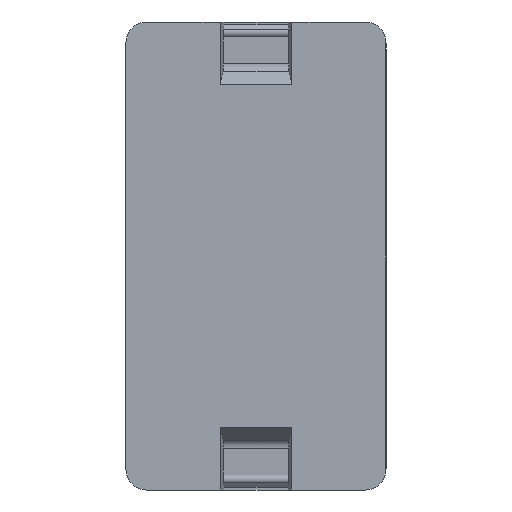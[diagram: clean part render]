
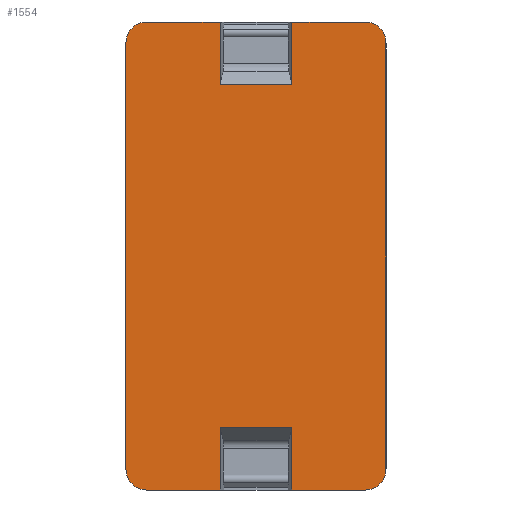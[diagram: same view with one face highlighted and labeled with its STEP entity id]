
A CAD part, front view. The second image highlights one B-rep face of the part: STEP entity #1554.
In plain terms, the highlighted planar face has unit normal (0, -1, 0).
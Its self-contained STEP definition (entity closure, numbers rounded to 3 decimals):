
#1=DIRECTION('',(0.,0.,-1.));
#2=VECTOR('',#1,2.416);
#3=CARTESIAN_POINT('',(-1.382,0.,-6.584));
#4=LINE('',#3,#2);
#5=CARTESIAN_POINT('',(-4.2,0.,-8.2));
#6=DIRECTION('',(0.,1.,0.));
#7=DIRECTION('',(0.,0.,-1.));
#8=AXIS2_PLACEMENT_3D('',#5,#6,#7);
#10=CARTESIAN_POINT('',(-4.2,0.,8.2));
#11=DIRECTION('',(0.,1.,0.));
#12=DIRECTION('',(-1.,0.,0.));
#13=AXIS2_PLACEMENT_3D('',#10,#11,#12);
#15=DIRECTION('',(1.,0.,0.));
#16=VECTOR('',#15,2.764);
#17=CARTESIAN_POINT('',(-1.382,0.,6.584));
#18=LINE('',#17,#16);
#19=DIRECTION('',(0.,0.,1.));
#20=VECTOR('',#19,2.416);
#21=CARTESIAN_POINT('',(1.382,0.,6.584));
#22=LINE('',#21,#20);
#23=CARTESIAN_POINT('',(4.2,0.,8.2));
#24=DIRECTION('',(0.,1.,0.));
#25=DIRECTION('',(0.,0.,1.));
#26=AXIS2_PLACEMENT_3D('',#23,#24,#25);
#28=CARTESIAN_POINT('',(4.2,0.,-8.2));
#29=DIRECTION('',(0.,1.,0.));
#30=DIRECTION('',(1.,0.,0.));
#31=AXIS2_PLACEMENT_3D('',#28,#29,#30);
#33=DIRECTION('',(-1.,0.,0.));
#34=VECTOR('',#33,2.764);
#35=CARTESIAN_POINT('',(1.382,0.,-6.584));
#36=LINE('',#35,#34);
#121=DIRECTION('',(1.,0.,0.));
#122=VECTOR('',#121,2.818);
#123=CARTESIAN_POINT('',(-4.2,0.,-9.));
#124=LINE('',#123,#122);
#137=DIRECTION('',(1.,0.,0.));
#138=VECTOR('',#137,2.818);
#139=CARTESIAN_POINT('',(1.382,0.,-9.));
#140=LINE('',#139,#138);
#202=DIRECTION('',(0.,0.,1.));
#203=VECTOR('',#202,16.4);
#204=CARTESIAN_POINT('',(5.,0.,-8.2));
#205=LINE('',#204,#203);
#339=DIRECTION('',(0.,0.,-1.));
#340=VECTOR('',#339,16.4);
#341=CARTESIAN_POINT('',(-5.,0.,8.2));
#342=LINE('',#341,#340);
#1163=DIRECTION('',(-1.,0.,0.));
#1164=VECTOR('',#1163,2.818);
#1165=CARTESIAN_POINT('',(4.2,0.,9.));
#1166=LINE('',#1165,#1164);
#1179=DIRECTION('',(-1.,0.,0.));
#1180=VECTOR('',#1179,2.818);
#1181=CARTESIAN_POINT('',(-1.382,0.,9.));
#1182=LINE('',#1181,#1180);
#1230=DIRECTION('',(0.,0.,1.));
#1231=VECTOR('',#1230,2.416);
#1232=CARTESIAN_POINT('',(-1.382,0.,
6.584));
#1233=LINE('',#1232,#1231);
#1293=DIRECTION('',(0.,0.,-1.));
#1294=VECTOR('',#1293,2.416);
#1295=CARTESIAN_POINT('',(1.382,0.,
-6.584));
#1296=LINE('',#1295,#1294);
#1297=CARTESIAN_POINT('',(-1.382,0.,
-6.584));
#1298=CARTESIAN_POINT('',(-1.382,0.,-9.));
#1299=VERTEX_POINT('',#1297);
#1300=VERTEX_POINT('',#1298);
#1301=CARTESIAN_POINT('',(-4.2,0.,-9.));
#1302=VERTEX_POINT('',#1301);
#1303=CARTESIAN_POINT('',(-5.,0.,-8.2));
#1304=VERTEX_POINT('',#1303);
#1305=CARTESIAN_POINT('',(-5.,0.,8.2));
#1306=VERTEX_POINT('',#1305);
#1307=CARTESIAN_POINT('',(-4.2,0.,9.));
#1308=VERTEX_POINT('',#1307);
#1309=CARTESIAN_POINT('',(-1.382,0.,9.));
#1310=VERTEX_POINT('',#1309);
#1311=CARTESIAN_POINT('',(-1.382,0.,
6.584));
#1312=VERTEX_POINT('',#1311);
#1313=CARTESIAN_POINT('',(1.382,0.,
6.584));
#1314=VERTEX_POINT('',#1313);
#1315=CARTESIAN_POINT('',(1.382,0.,9.));
#1316=VERTEX_POINT('',#1315);
#1317=CARTESIAN_POINT('',(4.2,0.,9.));
#1318=VERTEX_POINT('',#1317);
#1319=CARTESIAN_POINT('',(5.,0.,8.2));
#1320=VERTEX_POINT('',#1319);
#1321=CARTESIAN_POINT('',(5.,0.,-8.2));
#1322=VERTEX_POINT('',#1321);
#1323=CARTESIAN_POINT('',(4.2,0.,-9.));
#1324=VERTEX_POINT('',#1323);
#1325=CARTESIAN_POINT('',(1.382,0.,-9.));
#1326=VERTEX_POINT('',#1325);
#1327=CARTESIAN_POINT('',(1.382,0.,
-6.584));
#1328=VERTEX_POINT('',#1327);
#1515=CARTESIAN_POINT('',(0.,0.,0.));
#1516=DIRECTION('',(0.,1.,0.));
#1517=DIRECTION('',(1.,0.,0.));
#1518=AXIS2_PLACEMENT_3D('',#1515,#1516,#1517);
#1519=PLANE('',#1518);
#1521=ORIENTED_EDGE('',*,*,#1520,.T.);
#1523=ORIENTED_EDGE('',*,*,#1522,.F.);
#1525=ORIENTED_EDGE('',*,*,#1524,.T.);
#1527=ORIENTED_EDGE('',*,*,#1526,.F.);
#1529=ORIENTED_EDGE('',*,*,#1528,.T.);
#1531=ORIENTED_EDGE('',*,*,#1530,.F.);
#1533=ORIENTED_EDGE('',*,*,#1532,.F.);
#1535=ORIENTED_EDGE('',*,*,#1534,.T.);
#1537=ORIENTED_EDGE('',*,*,#1536,.T.);
#1539=ORIENTED_EDGE('',*,*,#1538,.F.);
#1541=ORIENTED_EDGE('',*,*,#1540,.T.);
#1543=ORIENTED_EDGE('',*,*,#1542,.F.);
#1545=ORIENTED_EDGE('',*,*,#1544,.T.);
#1547=ORIENTED_EDGE('',*,*,#1546,.F.);
#1549=ORIENTED_EDGE('',*,*,#1548,.F.);
#1551=ORIENTED_EDGE('',*,*,#1550,.T.);
#1552=EDGE_LOOP('',(#1521,#1523,#1525,#1527,#1529,#1531,#1533,#1535,#1537,#1539,
#1541,#1543,#1545,#1547,#1549,#1551));
#1553=FACE_OUTER_BOUND('',#1552,.F.);
#1554=ADVANCED_FACE('',(#1553),#1519,.F.);
#9=CIRCLE('',#8,0.8);
#14=CIRCLE('',#13,0.8);
#27=CIRCLE('',#26,0.8);
#32=CIRCLE('',#31,0.8);
#1520=EDGE_CURVE('',#1299,#1300,#4,.T.);
#1522=EDGE_CURVE('',#1302,#1300,#124,.T.);
#1524=EDGE_CURVE('',#1302,#1304,#9,.T.);
#1526=EDGE_CURVE('',#1306,#1304,#342,.T.);
#1528=EDGE_CURVE('',#1306,#1308,#14,.T.);
#1530=EDGE_CURVE('',#1310,#1308,#1182,.T.);
#1532=EDGE_CURVE('',#1312,#1310,#1233,.T.);
#1534=EDGE_CURVE('',#1312,#1314,#18,.T.);
#1536=EDGE_CURVE('',#1314,#1316,#22,.T.);
#1538=EDGE_CURVE('',#1318,#1316,#1166,.T.);
#1540=EDGE_CURVE('',#1318,#1320,#27,.T.);
#1542=EDGE_CURVE('',#1322,#1320,#205,.T.);
#1544=EDGE_CURVE('',#1322,#1324,#32,.T.);
#1546=EDGE_CURVE('',#1326,#1324,#140,.T.);
#1548=EDGE_CURVE('',#1328,#1326,#1296,.T.);
#1550=EDGE_CURVE('',#1328,#1299,#36,.T.);
